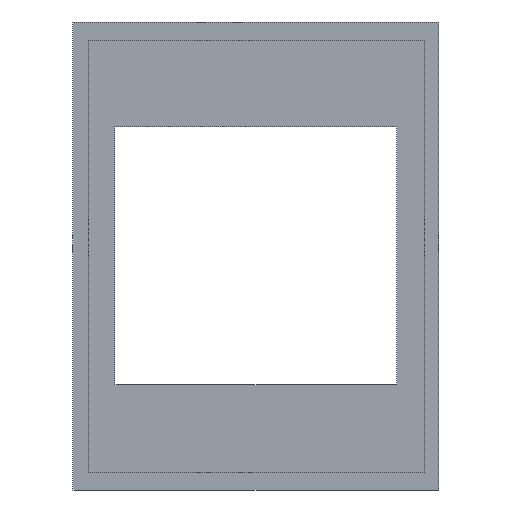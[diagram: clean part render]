
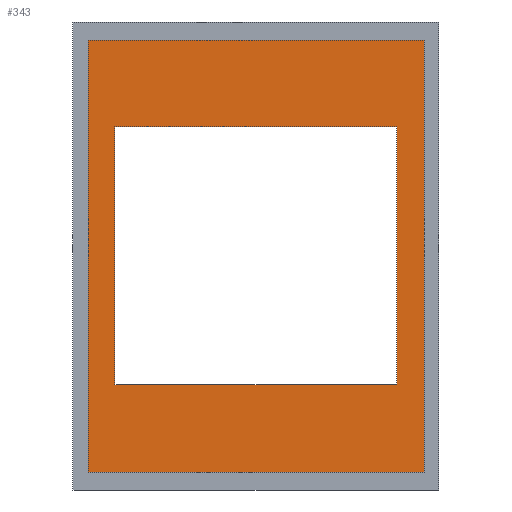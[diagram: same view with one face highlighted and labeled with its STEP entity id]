
A CAD part, front view. The second image highlights one B-rep face of the part: STEP entity #343.
In plain terms, the highlighted planar face has unit normal (0, -1, 0).
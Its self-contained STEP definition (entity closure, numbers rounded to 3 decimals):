
#301=AXIS2_PLACEMENT_3D('Plane Axis2P3D',#298,#299,#300) ;
#41=CARTESIAN_POINT('Vertex',(-23.5,142.,-26.)) ;
#46=CARTESIAN_POINT('Line Origine',(0.,142.,-26.)) ;
#50=CARTESIAN_POINT('Vertex',(23.5,142.,-26.)) ;
#84=CARTESIAN_POINT('Line Origine',(23.5,142.,-4.5)) ;
#88=CARTESIAN_POINT('Vertex',(23.5,142.,17.)) ;
#119=CARTESIAN_POINT('Vertex',(-23.5,142.,17.)) ;
#122=CARTESIAN_POINT('Line Origine',(-23.5,142.,-4.5)) ;
#139=CARTESIAN_POINT('Line Origine',(0.,142.,17.)) ;
#298=CARTESIAN_POINT('Axis2P3D Location',(0.,142.,31.5)) ;
#303=CARTESIAN_POINT('Line Origine',(-28.,142.,-4.5)) ;
#307=CARTESIAN_POINT('Vertex',(-28.,142.,31.5)) ;
#309=CARTESIAN_POINT('Vertex',(-28.,142.,-40.5)) ;
#312=CARTESIAN_POINT('Line Origine',(0.,142.,-40.5)) ;
#316=CARTESIAN_POINT('Vertex',(28.,142.,-40.5)) ;
#319=CARTESIAN_POINT('Line Origine',(28.,142.,-4.5)) ;
#323=CARTESIAN_POINT('Vertex',(28.,142.,31.5)) ;
#326=CARTESIAN_POINT('Line Origine',(0.,142.,31.5)) ;
#47=DIRECTION('Vector Direction',(1.,0.,0.)) ;
#85=DIRECTION('Vector Direction',(0.,0.,-1.)) ;
#123=DIRECTION('Vector Direction',(0.,0.,1.)) ;
#140=DIRECTION('Vector Direction',(-1.,0.,0.)) ;
#299=DIRECTION('Axis2P3D Direction',(0.,-1.,0.)) ;
#300=DIRECTION('Axis2P3D XDirection',(0.,0.,-1.)) ;
#304=DIRECTION('Vector Direction',(0.,0.,-1.)) ;
#313=DIRECTION('Vector Direction',(1.,0.,0.)) ;
#320=DIRECTION('Vector Direction',(0.,0.,-1.)) ;
#327=DIRECTION('Vector Direction',(1.,0.,0.)) ;
#48=VECTOR('Line Direction',#47,1.) ;
#86=VECTOR('Line Direction',#85,1.) ;
#124=VECTOR('Line Direction',#123,1.) ;
#141=VECTOR('Line Direction',#140,1.) ;
#305=VECTOR('Line Direction',#304,1.) ;
#314=VECTOR('Line Direction',#313,1.) ;
#321=VECTOR('Line Direction',#320,1.) ;
#328=VECTOR('Line Direction',#327,1.) ;
#332=ORIENTED_EDGE('',*,*,#311,.T.) ;
#333=ORIENTED_EDGE('',*,*,#318,.T.) ;
#334=ORIENTED_EDGE('',*,*,#325,.F.) ;
#335=ORIENTED_EDGE('',*,*,#330,.F.) ;
#338=ORIENTED_EDGE('',*,*,#143,.F.) ;
#339=ORIENTED_EDGE('',*,*,#90,.T.) ;
#340=ORIENTED_EDGE('',*,*,#52,.F.) ;
#341=ORIENTED_EDGE('',*,*,#126,.T.) ;
#342=FACE_BOUND('',#337,.T.) ;
#343=ADVANCED_FACE('Mostrina',(#336,#342),#302,.T.) ;
#52=EDGE_CURVE('',#42,#51,#49,.T.) ;
#90=EDGE_CURVE('',#89,#51,#87,.T.) ;
#126=EDGE_CURVE('',#42,#120,#125,.T.) ;
#143=EDGE_CURVE('',#89,#120,#142,.T.) ;
#311=EDGE_CURVE('',#308,#310,#306,.T.) ;
#318=EDGE_CURVE('',#310,#317,#315,.T.) ;
#325=EDGE_CURVE('',#324,#317,#322,.T.) ;
#330=EDGE_CURVE('',#308,#324,#329,.T.) ;
#331=EDGE_LOOP('',(#332,#333,#334,#335)) ;
#337=EDGE_LOOP('',(#338,#339,#340,#341)) ;
#336=FACE_OUTER_BOUND('',#331,.T.) ;
#49=LINE('Line',#46,#48) ;
#87=LINE('Line',#84,#86) ;
#125=LINE('Line',#122,#124) ;
#142=LINE('Line',#139,#141) ;
#306=LINE('Line',#303,#305) ;
#315=LINE('Line',#312,#314) ;
#322=LINE('Line',#319,#321) ;
#329=LINE('Line',#326,#328) ;
#302=PLANE('',#301) ;
#42=VERTEX_POINT('',#41) ;
#51=VERTEX_POINT('',#50) ;
#89=VERTEX_POINT('',#88) ;
#120=VERTEX_POINT('',#119) ;
#308=VERTEX_POINT('',#307) ;
#310=VERTEX_POINT('',#309) ;
#317=VERTEX_POINT('',#316) ;
#324=VERTEX_POINT('',#323) ;
